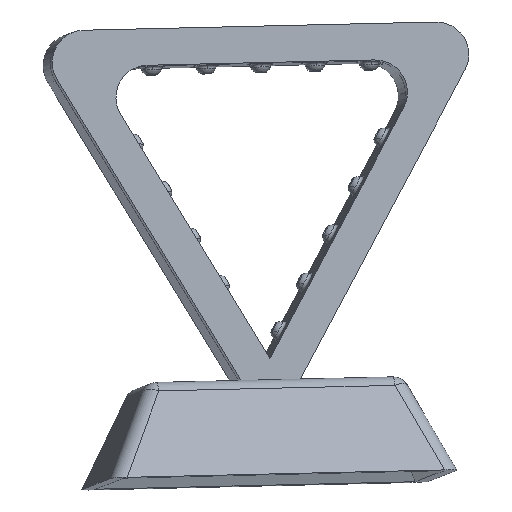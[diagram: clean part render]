
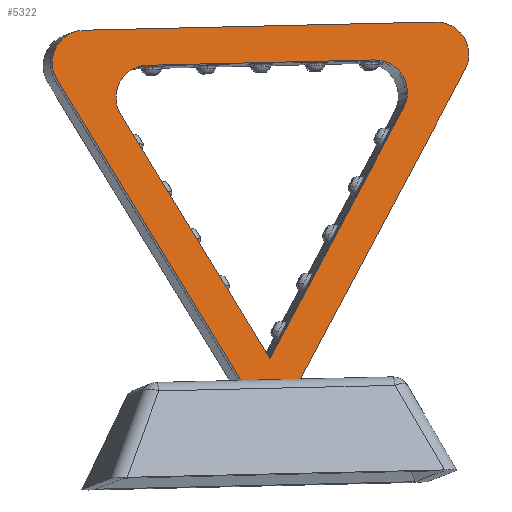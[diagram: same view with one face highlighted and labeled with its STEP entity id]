
A CAD part, top view. The second image highlights one B-rep face of the part: STEP entity #5322.
In plain terms, the highlighted face is planar.
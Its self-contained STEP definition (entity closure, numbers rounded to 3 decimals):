
#133 = ORIENTED_EDGE ( 'NONE', *, *, #2647, .T. ) ;
#138 = DIRECTION ( 'NONE',  ( 0., 1., 0. ) ) ;
#219 = VERTEX_POINT ( 'NONE', #1800 ) ;
#322 = AXIS2_PLACEMENT_3D ( 'NONE', #823, #3569, #2001 ) ;
#343 = DIRECTION ( 'NONE',  ( -1., 0., 0. ) ) ;
#365 = CARTESIAN_POINT ( 'NONE',  ( -76.982, 0., -24.297 ) ) ;
#448 = LINE ( 'NONE', #1648, #1372 ) ;
#489 = DIRECTION ( 'NONE',  ( -0.5, 0., 0.866 ) ) ;
#593 = EDGE_CURVE ( 'NONE', #7315, #1094, #1622, .T. ) ;
#685 = CARTESIAN_POINT ( 'NONE',  ( -96.482, 0., -35.556 ) ) ;
#783 = CARTESIAN_POINT ( 'NONE',  ( -96.482, 0., -25.556 ) ) ;
#823 = CARTESIAN_POINT ( 'NONE',  ( 13.377, 0., -25.556 ) ) ;
#831 = CARTESIAN_POINT ( 'NONE',  ( -56.552, 0., 78.997 ) ) ;
#844 = ORIENTED_EDGE ( 'NONE', *, *, #975, .F. ) ;
#916 = VERTEX_POINT ( 'NONE', #3000 ) ;
#919 = CARTESIAN_POINT ( 'NONE',  ( -26.552, 0., 78.997 ) ) ;
#975 = EDGE_CURVE ( 'NONE', #219, #5114, #6531, .T. ) ;
#998 = LINE ( 'NONE', #919, #3100 ) ;
#1094 = VERTEX_POINT ( 'NONE', #3915 ) ;
#1107 = DIRECTION ( 'NONE',  ( 0., 1., 0. ) ) ;
#1110 = LINE ( 'NONE', #4191, #1758 ) ;
#1172 = EDGE_CURVE ( 'NONE', #3132, #2759, #998, .T. ) ;
#1372 = VECTOR ( 'NONE', #4028, 1000. ) ;
#1409 = DIRECTION ( 'NONE',  ( 0., 0., 1. ) ) ;
#1516 = CARTESIAN_POINT ( 'NONE',  ( 22.038, 0., -20.556 ) ) ;
#1622 = CIRCLE ( 'NONE', #3857, 10. ) ;
#1648 = CARTESIAN_POINT ( 'NONE',  ( -76.982, 0., -24.297 ) ) ;
#1650 = VECTOR ( 'NONE', #5567, 1000. ) ;
#1737 = DIRECTION ( 'NONE',  ( 0., 0., 1. ) ) ;
#1745 = VERTEX_POINT ( 'NONE', #5108 ) ;
#1758 = VECTOR ( 'NONE', #6549, 1000. ) ;
#1799 = LINE ( 'NONE', #2928, #2436 ) ;
#1800 = CARTESIAN_POINT ( 'NONE',  ( -26.552, 0., 73.997 ) ) ;
#1849 = ORIENTED_EDGE ( 'NONE', *, *, #3926, .F. ) ;
#1851 = EDGE_CURVE ( 'NONE', #7315, #916, #448, .T. ) ;
#1931 = EDGE_CURVE ( 'NONE', #2759, #4756, #1110, .T. ) ;
#2001 = DIRECTION ( 'NONE',  ( 0., 0., 1. ) ) ;
#2137 = CARTESIAN_POINT ( 'NONE',  ( -41.552, 0., 67.068 ) ) ;
#2361 = VERTEX_POINT ( 'NONE', #2379 ) ;
#2379 = CARTESIAN_POINT ( 'NONE',  ( 2.538, 0., -9.297 ) ) ;
#2385 = ORIENTED_EDGE ( 'NONE', *, *, #5208, .T. ) ;
#2425 = CARTESIAN_POINT ( 'NONE',  ( 13.377, 0., -25.556 ) ) ;
#2436 = VECTOR ( 'NONE', #4783, 1000. ) ;
#2468 = ORIENTED_EDGE ( 'NONE', *, *, #593, .T. ) ;
#2545 = VECTOR ( 'NONE', #5742, 1000. ) ;
#2647 = EDGE_CURVE ( 'NONE', #5285, #7614, #5061, .T. ) ;
#2681 = VERTEX_POINT ( 'NONE', #5998 ) ;
#2717 = ORIENTED_EDGE ( 'NONE', *, *, #5509, .F. ) ;
#2753 = EDGE_LOOP ( 'NONE', ( #4379, #3314, #844, #1849, #7469, #5111, #6505, #7590, #7072, #133 ) ) ;
#2756 = EDGE_CURVE ( 'NONE', #3260, #2681, #6073, .T. ) ;
#2759 = VERTEX_POINT ( 'NONE', #831 ) ;
#2869 = DIRECTION ( 'NONE',  ( -1., 0., 0. ) ) ;
#2928 = CARTESIAN_POINT ( 'NONE',  ( -41.552, 0., 67.068 ) ) ;
#2937 = DIRECTION ( 'NONE',  ( 0., 0., -1. ) ) ;
#3000 = CARTESIAN_POINT ( 'NONE',  ( -6.123, 0., -24.297 ) ) ;
#3100 = VECTOR ( 'NONE', #343, 1000. ) ;
#3132 = VERTEX_POINT ( 'NONE', #5595 ) ;
#3260 = VERTEX_POINT ( 'NONE', #7681 ) ;
#3263 = VECTOR ( 'NONE', #6856, 1000. ) ;
#3314 = ORIENTED_EDGE ( 'NONE', *, *, #4546, .T. ) ;
#3375 = EDGE_LOOP ( 'NONE', ( #2385, #6511, #2468, #2717, #7145 ) ) ;
#3458 = DIRECTION ( 'NONE',  ( 0., 1., 0. ) ) ;
#3502 = CARTESIAN_POINT ( 'NONE',  ( -56.552, 0., 73.997 ) ) ;
#3515 = LINE ( 'NONE', #6423, #6244 ) ;
#3569 = DIRECTION ( 'NONE',  ( 0., 1., 0. ) ) ;
#3603 = CARTESIAN_POINT ( 'NONE',  ( -76.982, 0., -14.297 ) ) ;
#3636 = EDGE_CURVE ( 'NONE', #3260, #4756, #4429, .T. ) ;
#3781 = FACE_OUTER_BOUND ( 'NONE', #2753, .T. ) ;
#3857 = AXIS2_PLACEMENT_3D ( 'NONE', #3603, #138, #6589 ) ;
#3915 = CARTESIAN_POINT ( 'NONE',  ( -85.642, 0., -9.297 ) ) ;
#3926 = EDGE_CURVE ( 'NONE', #3132, #219, #3515, .T. ) ;
#3954 = CARTESIAN_POINT ( 'NONE',  ( 2.538, 0., -9.297 ) ) ;
#4028 = DIRECTION ( 'NONE',  ( 1., 0., 0. ) ) ;
#4191 = CARTESIAN_POINT ( 'NONE',  ( -56.552, 0., 78.997 ) ) ;
#4192 = AXIS2_PLACEMENT_3D ( 'NONE', #783, #5525, #1409 ) ;
#4379 = ORIENTED_EDGE ( 'NONE', *, *, #7048, .F. ) ;
#4390 = VECTOR ( 'NONE', #2869, 1000. ) ;
#4429 = LINE ( 'NONE', #5773, #4390 ) ;
#4485 = CARTESIAN_POINT ( 'NONE',  ( -96.482, 0., -35.556 ) ) ;
#4546 = EDGE_CURVE ( 'NONE', #1745, #5114, #5008, .T. ) ;
#4756 = VERTEX_POINT ( 'NONE', #3502 ) ;
#4783 = DIRECTION ( 'NONE',  ( -0.5, 0., -0.866 ) ) ;
#4823 = CARTESIAN_POINT ( 'NONE',  ( 13.377, 0., -35.556 ) ) ;
#4912 = AXIS2_PLACEMENT_3D ( 'NONE', #2425, #1107, #5307 ) ;
#4940 = FACE_BOUND ( 'NONE', #3375, .T. ) ;
#5008 = LINE ( 'NONE', #1516, #2545 ) ;
#5043 = CIRCLE ( 'NONE', #4912, 10. ) ;
#5061 = LINE ( 'NONE', #4485, #3263 ) ;
#5108 = CARTESIAN_POINT ( 'NONE',  ( 22.038, 0., -20.556 ) ) ;
#5111 = ORIENTED_EDGE ( 'NONE', *, *, #1931, .T. ) ;
#5114 = VERTEX_POINT ( 'NONE', #6996 ) ;
#5208 = EDGE_CURVE ( 'NONE', #2361, #916, #6260, .T. ) ;
#5285 = VERTEX_POINT ( 'NONE', #685 ) ;
#5289 = DIRECTION ( 'NONE',  ( -1., 0., 0. ) ) ;
#5307 = DIRECTION ( 'NONE',  ( 0., 0., 1. ) ) ;
#5322 = ADVANCED_FACE ( 'NONE', ( #3781, #4940 ), #5597, .F. ) ;
#5452 = VECTOR ( 'NONE', #5289, 1000. ) ;
#5509 = EDGE_CURVE ( 'NONE', #6835, #1094, #1799, .T. ) ;
#5525 = DIRECTION ( 'NONE',  ( 0., 1., 0. ) ) ;
#5540 = CIRCLE ( 'NONE', #4192, 10. ) ;
#5567 = DIRECTION ( 'NONE',  ( -0.5, 0., -0.866 ) ) ;
#5595 = CARTESIAN_POINT ( 'NONE',  ( -26.552, 0., 78.997 ) ) ;
#5597 = PLANE ( 'NONE',  #322 ) ;
#5742 = DIRECTION ( 'NONE',  ( -0.5, 0., 0.866 ) ) ;
#5773 = CARTESIAN_POINT ( 'NONE',  ( -50.552, 0., 73.997 ) ) ;
#5998 = CARTESIAN_POINT ( 'NONE',  ( -105.142, 0., -20.556 ) ) ;
#6073 = LINE ( 'NONE', #6704, #1650 ) ;
#6244 = VECTOR ( 'NONE', #2937, 1000. ) ;
#6260 = CIRCLE ( 'NONE', #7279, 10. ) ;
#6423 = CARTESIAN_POINT ( 'NONE',  ( -26.552, 0., 78.997 ) ) ;
#6436 = CARTESIAN_POINT ( 'NONE',  ( -6.123, 0., -14.297 ) ) ;
#6505 = ORIENTED_EDGE ( 'NONE', *, *, #3636, .F. ) ;
#6511 = ORIENTED_EDGE ( 'NONE', *, *, #1851, .F. ) ;
#6531 = LINE ( 'NONE', #6566, #5452 ) ;
#6549 = DIRECTION ( 'NONE',  ( 0., 0., -1. ) ) ;
#6566 = CARTESIAN_POINT ( 'NONE',  ( -26.552, 0., 73.997 ) ) ;
#6589 = DIRECTION ( 'NONE',  ( 0., 0., 1. ) ) ;
#6704 = CARTESIAN_POINT ( 'NONE',  ( -50.552, 0., 73.997 ) ) ;
#6807 = EDGE_CURVE ( 'NONE', #2361, #6835, #7312, .T. ) ;
#6835 = VERTEX_POINT ( 'NONE', #2137 ) ;
#6856 = DIRECTION ( 'NONE',  ( 1., 0., 0. ) ) ;
#6996 = CARTESIAN_POINT ( 'NONE',  ( -32.552, 0., 73.997 ) ) ;
#7048 = EDGE_CURVE ( 'NONE', #1745, #7614, #5043, .T. ) ;
#7072 = ORIENTED_EDGE ( 'NONE', *, *, #7172, .F. ) ;
#7145 = ORIENTED_EDGE ( 'NONE', *, *, #6807, .F. ) ;
#7172 = EDGE_CURVE ( 'NONE', #5285, #2681, #5540, .T. ) ;
#7279 = AXIS2_PLACEMENT_3D ( 'NONE', #6436, #3458, #1737 ) ;
#7291 = VECTOR ( 'NONE', #489, 1000. ) ;
#7312 = LINE ( 'NONE', #3954, #7291 ) ;
#7315 = VERTEX_POINT ( 'NONE', #365 ) ;
#7469 = ORIENTED_EDGE ( 'NONE', *, *, #1172, .T. ) ;
#7590 = ORIENTED_EDGE ( 'NONE', *, *, #2756, .T. ) ;
#7614 = VERTEX_POINT ( 'NONE', #4823 ) ;
#7681 = CARTESIAN_POINT ( 'NONE',  ( -50.552, 0., 73.997 ) ) ;
